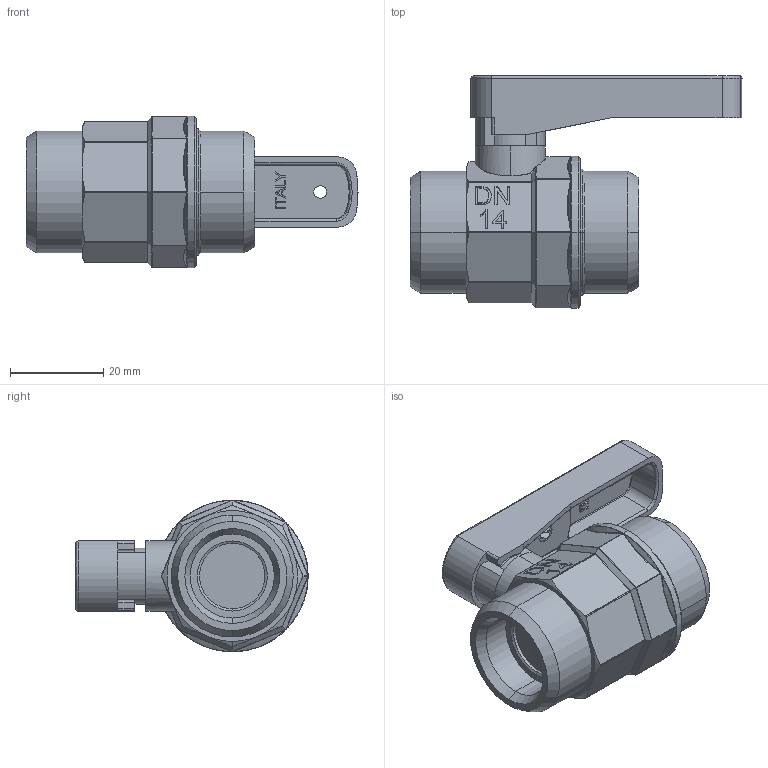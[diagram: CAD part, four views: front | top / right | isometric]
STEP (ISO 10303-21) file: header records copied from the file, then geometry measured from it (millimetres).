
FILE_DESCRIPTION (( 'STEP AP214' ), '1' );
FILE_NAME ('0642000099A.STEP', '2012-11-15T14:33:29', ( '' ), ( '' ), 'SwSTEP 2.0', 'SolidWorks 2012', '' );
FILE_SCHEMA (( 'AUTOMOTIVE_DESIGN' ));
Length unit declared in the file: millimetre
Products named in the file (1): 0642000099A
Bounding box: 71.1 x 49.75 x 32.5 mm (x, y, z)
Volume: 30123.2 mm3; surface area: 12417.1 mm2
Topology: 3 solids, 3 shells, 939 faces, 2458 edges, 1562 vertices
Faces by surface type: plane 435, bspline 271, cylinder 175, cone 58
Entity records: 45009 total; most frequent: CARTESIAN_POINT 17573, ORIENTED_EDGE 4876, DIRECTION 3417, EDGE_CURVE 2438, VERTEX_POINT 1562, LINE 1381, VECTOR 1381, AXIS2_PLACEMENT_3D 1018
